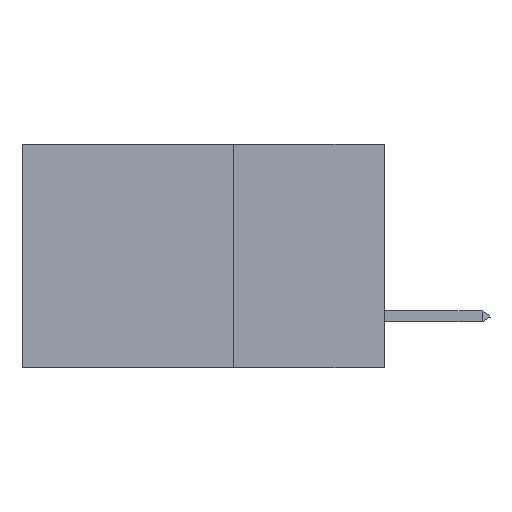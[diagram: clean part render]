
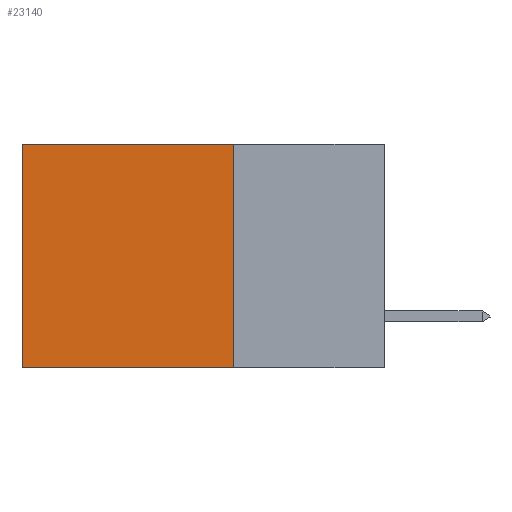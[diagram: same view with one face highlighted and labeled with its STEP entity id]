
A CAD part, left-side view. The second image highlights one B-rep face of the part: STEP entity #23140.
In plain terms, the highlighted planar face has unit normal (-1, 0, 0).
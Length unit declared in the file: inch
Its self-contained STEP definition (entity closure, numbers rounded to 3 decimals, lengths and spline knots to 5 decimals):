
#739 = VERTEX_POINT ( 'NONE', #14231 ) ;
#845 = LINE ( 'NONE', #5406, #15577 ) ;
#4511 = EDGE_LOOP ( 'NONE', ( #11686, #34179, #15096, #15071 ) ) ;
#5406 = CARTESIAN_POINT ( 'NONE',  ( 0.2875, 0.25, 0. ) ) ;
#5810 = LINE ( 'NONE', #20846, #25083 ) ;
#9495 = EDGE_CURVE ( 'NONE', #29489, #16390, #9521, .T. ) ;
#9521 = LINE ( 'NONE', #20608, #21196 ) ;
#11416 = FACE_OUTER_BOUND ( 'NONE', #4511, .T. ) ;
#11686 = ORIENTED_EDGE ( 'NONE', *, *, #9495, .T. ) ;
#14231 = CARTESIAN_POINT ( 'NONE',  ( 0.2875, 0.25, -0.37 ) ) ;
#14377 = EDGE_CURVE ( 'NONE', #42025, #29489, #845, .T. ) ;
#15071 = ORIENTED_EDGE ( 'NONE', *, *, #14377, .T. ) ;
#15096 = ORIENTED_EDGE ( 'NONE', *, *, #40211, .F. ) ;
#15577 = VECTOR ( 'NONE', #20543, 39.37008 ) ;
#16390 = VERTEX_POINT ( 'NONE', #32023 ) ;
#20424 = DIRECTION ( 'NONE',  ( 0., 0., -1. ) ) ;
#20543 = DIRECTION ( 'NONE',  ( 0., 1., 0. ) ) ;
#20608 = CARTESIAN_POINT ( 'NONE',  ( 0.2875, 0.6, 0. ) ) ;
#20846 = CARTESIAN_POINT ( 'NONE',  ( 0.2875, 0.25, 0. ) ) ;
#21050 = CARTESIAN_POINT ( 'NONE',  ( 0.2875, 0.25, 0. ) ) ;
#21196 = VECTOR ( 'NONE', #20424, 39.37008 ) ;
#22587 = DIRECTION ( 'NONE',  ( 0., 0., -1. ) ) ;
#23140 = ADVANCED_FACE ( 'NONE', ( #11416 ), #30059, .F. ) ;
#24264 = LINE ( 'NONE', #43447, #47052 ) ;
#25083 = VECTOR ( 'NONE', #37973, 39.37008 ) ;
#27824 = EDGE_CURVE ( 'NONE', #739, #16390, #24264, .T. ) ;
#29489 = VERTEX_POINT ( 'NONE', #34387 ) ;
#30059 = PLANE ( 'NONE',  #36804 ) ;
#32023 = CARTESIAN_POINT ( 'NONE',  ( 0.2875, 0.6, -0.37 ) ) ;
#34179 = ORIENTED_EDGE ( 'NONE', *, *, #27824, .F. ) ;
#34387 = CARTESIAN_POINT ( 'NONE',  ( 0.2875, 0.6, 0. ) ) ;
#36643 = DIRECTION ( 'NONE',  ( 1., 0., 0. ) ) ;
#36804 = AXIS2_PLACEMENT_3D ( 'NONE', #42183, #36643, #22587 ) ;
#37973 = DIRECTION ( 'NONE',  ( 0., 0., -1. ) ) ;
#40211 = EDGE_CURVE ( 'NONE', #42025, #739, #5810, .T. ) ;
#42025 = VERTEX_POINT ( 'NONE', #21050 ) ;
#42183 = CARTESIAN_POINT ( 'NONE',  ( 0.2875, 0.25, 0. ) ) ;
#43447 = CARTESIAN_POINT ( 'NONE',  ( 0.2875, 0.25, -0.37 ) ) ;
#43613 = DIRECTION ( 'NONE',  ( 0., 1., 0. ) ) ;
#47052 = VECTOR ( 'NONE', #43613, 39.37008 ) ;
